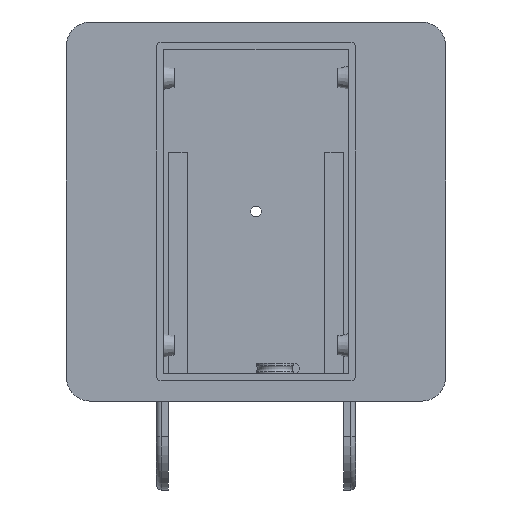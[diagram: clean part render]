
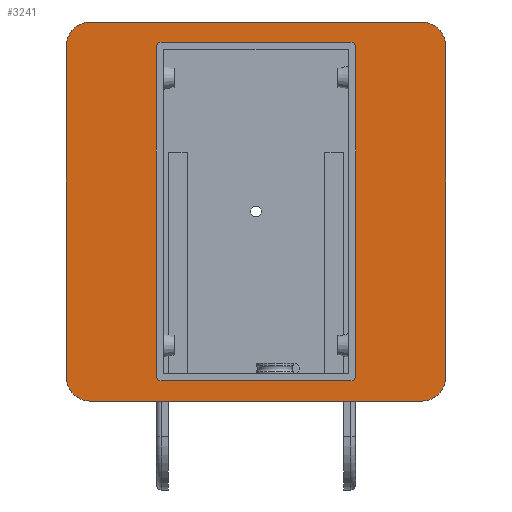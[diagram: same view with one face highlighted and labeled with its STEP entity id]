
A CAD part, front view. The second image highlights one B-rep face of the part: STEP entity #3241.
In plain terms, the highlighted planar face has unit normal (0, -1, 0).
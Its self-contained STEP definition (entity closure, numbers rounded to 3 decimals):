
#93=FACE_BOUND('',#605,.T.);
#210=PLANE('',#3518);
#374=FACE_OUTER_BOUND('',#604,.T.);
#604=EDGE_LOOP('',(#3011,#3012,#3013,#3014,#3015,#3016,#3017,#3018));
#605=EDGE_LOOP('',(#3019,#3020,#3021,#3022,#3023,#3024,#3025,#3026,#3027,
#3028,#3029,#3030,#3031,#3032,#3033,#3034));
#698=CIRCLE('',#3500,2.);
#699=CIRCLE('',#3503,2.);
#700=CIRCLE('',#3506,2.);
#701=CIRCLE('',#3509,2.);
#702=CIRCLE('',#3511,10.);
#703=CIRCLE('',#3514,10.);
#704=CIRCLE('',#3517,10.);
#705=CIRCLE('',#3519,10.);
#737=LINE('',#4536,#1087);
#778=LINE('',#4617,#1128);
#881=LINE('',#4834,#1231);
#884=LINE('',#4839,#1234);
#953=LINE('',#4977,#1303);
#955=LINE('',#4981,#1305);
#972=LINE('',#5040,#1322);
#1035=LINE('',#5251,#1385);
#1036=LINE('',#5252,#1386);
#1039=LINE('',#5260,#1389);
#1042=LINE('',#5268,#1392);
#1043=LINE('',#5269,#1393);
#1046=LINE('',#5277,#1396);
#1050=LINE('',#5289,#1400);
#1052=LINE('',#5295,#1402);
#1054=LINE('',#5303,#1404);
#1087=VECTOR('',#3671,10.);
#1128=VECTOR('',#3716,10.);
#1231=VECTOR('',#3903,10.);
#1234=VECTOR('',#3908,10.);
#1303=VECTOR('',#4045,10.);
#1305=VECTOR('',#4049,10.);
#1322=VECTOR('',#4096,10.);
#1385=VECTOR('',#4333,10.);
#1386=VECTOR('',#4334,10.);
#1389=VECTOR('',#4343,10.);
#1392=VECTOR('',#4352,10.);
#1393=VECTOR('',#4353,10.);
#1396=VECTOR('',#4362,10.);
#1400=VECTOR('',#4376,10.);
#1402=VECTOR('',#4384,10.);
#1404=VECTOR('',#4394,10.);
#1450=VERTEX_POINT('',#4534);
#1451=VERTEX_POINT('',#4535);
#1487=VERTEX_POINT('',#4612);
#1489=VERTEX_POINT('',#4615);
#1560=VERTEX_POINT('',#4831);
#1562=VERTEX_POINT('',#4837);
#1597=VERTEX_POINT('',#4974);
#1598=VERTEX_POINT('',#4979);
#1624=VERTEX_POINT('',#5036);
#1625=VERTEX_POINT('',#5038);
#1685=VERTEX_POINT('',#5247);
#1686=VERTEX_POINT('',#5249);
#1687=VERTEX_POINT('',#5254);
#1688=VERTEX_POINT('',#5258);
#1689=VERTEX_POINT('',#5262);
#1690=VERTEX_POINT('',#5266);
#1691=VERTEX_POINT('',#5271);
#1692=VERTEX_POINT('',#5275);
#1693=VERTEX_POINT('',#5281);
#1694=VERTEX_POINT('',#5285);
#1695=VERTEX_POINT('',#5287);
#1696=VERTEX_POINT('',#5293);
#1697=VERTEX_POINT('',#5297);
#1698=VERTEX_POINT('',#5301);
#1761=EDGE_CURVE('',#1450,#1451,#737,.T.);
#1802=EDGE_CURVE('',#1489,#1487,#778,.T.);
#1910=EDGE_CURVE('',#1560,#1489,#881,.T.);
#1913=EDGE_CURVE('',#1562,#1487,#884,.T.);
#1982=EDGE_CURVE('',#1597,#1451,#953,.T.);
#1984=EDGE_CURVE('',#1598,#1450,#955,.T.);
#2013=EDGE_CURVE('',#1624,#1625,#972,.T.);
#2118=EDGE_CURVE('',#1686,#1560,#1035,.T.);
#2119=EDGE_CURVE('',#1562,#1685,#1036,.T.);
#2121=EDGE_CURVE('',#1687,#1686,#698,.F.);
#2123=EDGE_CURVE('',#1688,#1687,#1039,.T.);
#2125=EDGE_CURVE('',#1689,#1688,#699,.F.);
#2127=EDGE_CURVE('',#1690,#1598,#1042,.T.);
#2128=EDGE_CURVE('',#1597,#1689,#1043,.T.);
#2130=EDGE_CURVE('',#1691,#1690,#700,.F.);
#2132=EDGE_CURVE('',#1692,#1691,#1046,.T.);
#2133=EDGE_CURVE('',#1685,#1692,#701,.F.);
#2135=EDGE_CURVE('',#1693,#1625,#702,.T.);
#2138=EDGE_CURVE('',#1694,#1695,#1050,.T.);
#2139=EDGE_CURVE('',#1624,#1695,#703,.T.);
#2141=EDGE_CURVE('',#1693,#1696,#1052,.T.);
#2143=EDGE_CURVE('',#1697,#1696,#704,.T.);
#2144=EDGE_CURVE('',#1694,#1698,#705,.T.);
#2145=EDGE_CURVE('',#1697,#1698,#1054,.T.);
#3011=ORIENTED_EDGE('',*,*,#2144,.F.);
#3012=ORIENTED_EDGE('',*,*,#2138,.T.);
#3013=ORIENTED_EDGE('',*,*,#2139,.F.);
#3014=ORIENTED_EDGE('',*,*,#2013,.T.);
#3015=ORIENTED_EDGE('',*,*,#2135,.F.);
#3016=ORIENTED_EDGE('',*,*,#2141,.T.);
#3017=ORIENTED_EDGE('',*,*,#2143,.F.);
#3018=ORIENTED_EDGE('',*,*,#2145,.T.);
#3019=ORIENTED_EDGE('',*,*,#1982,.T.);
#3020=ORIENTED_EDGE('',*,*,#1761,.F.);
#3021=ORIENTED_EDGE('',*,*,#1984,.F.);
#3022=ORIENTED_EDGE('',*,*,#2127,.F.);
#3023=ORIENTED_EDGE('',*,*,#2130,.F.);
#3024=ORIENTED_EDGE('',*,*,#2132,.F.);
#3025=ORIENTED_EDGE('',*,*,#2133,.F.);
#3026=ORIENTED_EDGE('',*,*,#2119,.F.);
#3027=ORIENTED_EDGE('',*,*,#1913,.T.);
#3028=ORIENTED_EDGE('',*,*,#1802,.F.);
#3029=ORIENTED_EDGE('',*,*,#1910,.F.);
#3030=ORIENTED_EDGE('',*,*,#2118,.F.);
#3031=ORIENTED_EDGE('',*,*,#2121,.F.);
#3032=ORIENTED_EDGE('',*,*,#2123,.F.);
#3033=ORIENTED_EDGE('',*,*,#2125,.F.);
#3034=ORIENTED_EDGE('',*,*,#2128,.F.);
#3241=ADVANCED_FACE('',(#374,#93),#210,.T.);
#3500=AXIS2_PLACEMENT_3D('',#5256,#4338,#4339);
#3503=AXIS2_PLACEMENT_3D('',#5264,#4347,#4348);
#3506=AXIS2_PLACEMENT_3D('',#5273,#4357,#4358);
#3509=AXIS2_PLACEMENT_3D('',#5279,#4365,#4366);
#3511=AXIS2_PLACEMENT_3D('',#5283,#4370,#4371);
#3514=AXIS2_PLACEMENT_3D('',#5291,#4379,#4380);
#3517=AXIS2_PLACEMENT_3D('',#5299,#4388,#4389);
#3518=AXIS2_PLACEMENT_3D('',#5300,#4390,#4391);
#3519=AXIS2_PLACEMENT_3D('',#5302,#4392,#4393);
#3671=DIRECTION('',(0.,0.,1.));
#3716=DIRECTION('',(0.,0.,-1.));
#3903=DIRECTION('',(1.,0.,0.));
#3908=DIRECTION('',(1.,0.,0.));
#4045=DIRECTION('',(-1.,0.,0.));
#4049=DIRECTION('',(-1.,0.,0.));
#4096=DIRECTION('',(-1.,0.,0.));
#4333=DIRECTION('',(0.,0.,-1.));
#4334=DIRECTION('',(0.,0.,-1.));
#4338=DIRECTION('center_axis',(0.,1.,0.));
#4339=DIRECTION('ref_axis',(-0.707,0.,0.707));
#4343=DIRECTION('',(-1.,0.,0.));
#4347=DIRECTION('center_axis',(0.,1.,0.));
#4348=DIRECTION('ref_axis',(0.707,0.,0.707));
#4352=DIRECTION('',(0.,0.,1.));
#4353=DIRECTION('',(0.,0.,1.));
#4357=DIRECTION('center_axis',(0.,1.,0.));
#4358=DIRECTION('ref_axis',(0.707,0.,-0.707));
#4362=DIRECTION('',(1.,0.,0.));
#4365=DIRECTION('center_axis',(0.,1.,0.));
#4366=DIRECTION('ref_axis',(-0.707,0.,-0.707));
#4370=DIRECTION('center_axis',(0.,1.,0.));
#4371=DIRECTION('ref_axis',(-0.707,0.,0.707));
#4376=DIRECTION('',(0.,0.,1.));
#4379=DIRECTION('center_axis',(0.,1.,0.));
#4380=DIRECTION('ref_axis',(0.707,0.,0.707));
#4384=DIRECTION('',(0.,0.,-1.));
#4388=DIRECTION('center_axis',(0.,1.,0.));
#4389=DIRECTION('ref_axis',(-0.707,0.,-0.707));
#4390=DIRECTION('center_axis',(0.,-1.,0.));
#4391=DIRECTION('ref_axis',(0.,0.,1.));
#4392=DIRECTION('center_axis',(0.,1.,0.));
#4393=DIRECTION('ref_axis',(0.707,0.,-0.707));
#4394=DIRECTION('',(1.,0.,0.));
#4534=CARTESIAN_POINT('',(39.,-768.,-34.));
#4535=CARTESIAN_POINT('',(39.,-768.,83.813));
#4536=CARTESIAN_POINT('',(39.,-768.,-35.5));
#4612=CARTESIAN_POINT('',(-39.,-768.,-34.));
#4615=CARTESIAN_POINT('',(-39.,-768.,83.813));
#4617=CARTESIAN_POINT('',(-39.,-768.,33.));
#4831=CARTESIAN_POINT('',(-42.,-768.,83.813));
#4834=CARTESIAN_POINT('',(-42.,-768.,83.813));
#4837=CARTESIAN_POINT('',(-42.,-768.,-34.));
#4839=CARTESIAN_POINT('',(-42.,-768.,-34.));
#4974=CARTESIAN_POINT('',(42.,-768.,83.813));
#4977=CARTESIAN_POINT('',(42.,-768.,83.813));
#4979=CARTESIAN_POINT('',(42.,-768.,-34.));
#4981=CARTESIAN_POINT('',(42.,-768.,-34.));
#5036=CARTESIAN_POINT('',(70.,-768.,111.5));
#5038=CARTESIAN_POINT('',(-70.,-768.,111.5));
#5040=CARTESIAN_POINT('',(80.,-768.,111.5));
#5247=CARTESIAN_POINT('',(-42.,-768.,-38.));
#5249=CARTESIAN_POINT('',(-42.,-768.,101.));
#5251=CARTESIAN_POINT('',(-42.,-768.,-4.25));
#5252=CARTESIAN_POINT('',(-42.,-768.,-4.25));
#5254=CARTESIAN_POINT('',(-40.,-768.,103.));
#5256=CARTESIAN_POINT('Origin',(-40.,-768.,101.));
#5258=CARTESIAN_POINT('',(40.,-768.,103.));
#5260=CARTESIAN_POINT('',(-21.,-768.,103.));
#5262=CARTESIAN_POINT('',(42.,-768.,101.));
#5264=CARTESIAN_POINT('Origin',(40.,-768.,101.));
#5266=CARTESIAN_POINT('',(42.,-768.,-38.));
#5268=CARTESIAN_POINT('',(42.,-768.,67.25));
#5269=CARTESIAN_POINT('',(42.,-768.,67.25));
#5271=CARTESIAN_POINT('',(40.,-768.,-40.));
#5273=CARTESIAN_POINT('Origin',(40.,-768.,-38.));
#5275=CARTESIAN_POINT('',(-40.,-768.,-40.));
#5277=CARTESIAN_POINT('',(21.,-768.,-40.));
#5279=CARTESIAN_POINT('Origin',(-40.,-768.,-38.));
#5281=CARTESIAN_POINT('',(-80.,-768.,101.5));
#5283=CARTESIAN_POINT('Origin',(-70.,-768.,101.5));
#5285=CARTESIAN_POINT('',(80.,-768.,-38.5));
#5287=CARTESIAN_POINT('',(80.,-768.,101.5));
#5289=CARTESIAN_POINT('',(80.,-768.,-48.5));
#5291=CARTESIAN_POINT('Origin',(70.,-768.,101.5));
#5293=CARTESIAN_POINT('',(-80.,-768.,-38.5));
#5295=CARTESIAN_POINT('',(-80.,-768.,111.5));
#5297=CARTESIAN_POINT('',(-70.,-768.,-48.5));
#5299=CARTESIAN_POINT('Origin',(-70.,-768.,-38.5));
#5300=CARTESIAN_POINT('Origin',(42.,-768.,-34.));
#5301=CARTESIAN_POINT('',(70.,-768.,-48.5));
#5302=CARTESIAN_POINT('Origin',(70.,-768.,-38.5));
#5303=CARTESIAN_POINT('',(-80.,-768.,-48.5));
